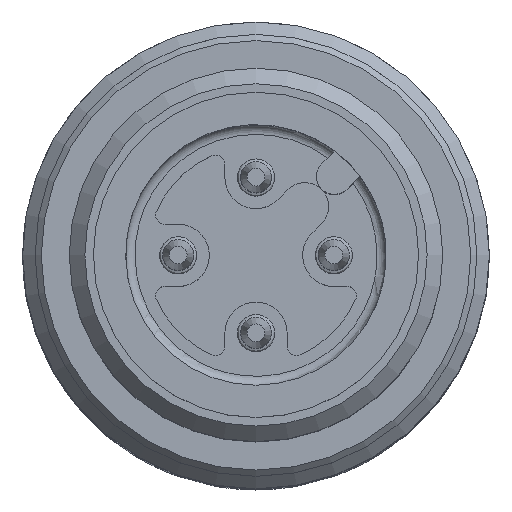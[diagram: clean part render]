
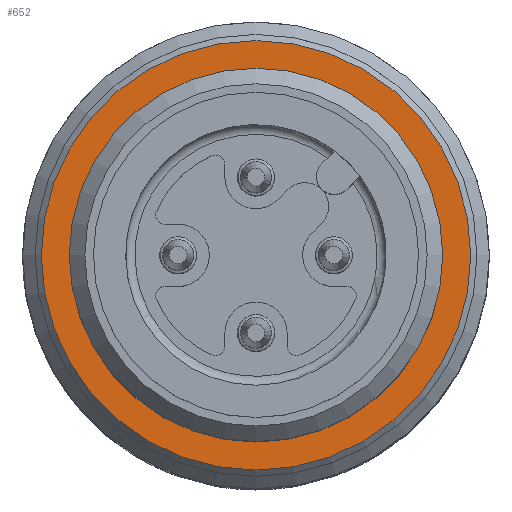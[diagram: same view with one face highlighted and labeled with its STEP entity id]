
A CAD part, top view. The second image highlights one B-rep face of the part: STEP entity #652.
In plain terms, the highlighted planar face has unit normal (0, 0, 1).
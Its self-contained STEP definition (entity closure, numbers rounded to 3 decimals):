
#537=FACE_BOUND('',#1047,.T.);
#538=FACE_BOUND('',#1048,.T.);
#652=ADVANCED_FACE('F161',(#537,#538),#800,.T.);
#800=PLANE('',#2791);
#1047=EDGE_LOOP('',(#1431));
#1048=EDGE_LOOP('',(#1432));
#1431=ORIENTED_EDGE('',*,*,#2312,.T.);
#1432=ORIENTED_EDGE('',*,*,#2311,.F.);
#2034=VERTEX_POINT('',#3713);
#2035=VERTEX_POINT('',#3716);
#2311=EDGE_CURVE('E386',#2034,#2034,#2632,.T.);
#2312=EDGE_CURVE('E385',#2035,#2035,#2633,.T.);
#2632=CIRCLE('',#2788,6.);
#2633=CIRCLE('',#2790,6.9);
#2788=AXIS2_PLACEMENT_3D('',#3712,#3177,#3178);
#2790=AXIS2_PLACEMENT_3D('',#3715,#3181,#3182);
#2791=AXIS2_PLACEMENT_3D('',#3717,#3183,#3184);
#3177=DIRECTION('',(0.,0.,1.));
#3178=DIRECTION('',(0.,-1.,0.));
#3181=DIRECTION('',(0.,0.,1.));
#3182=DIRECTION('',(0.,-1.,0.));
#3183=DIRECTION('',(0.,0.,1.));
#3184=DIRECTION('',(0.,1.,0.));
#3712=CARTESIAN_POINT('',(60.044,60.026,7.45));
#3713=CARTESIAN_POINT('',(60.044,54.026,7.45));
#3715=CARTESIAN_POINT('',(60.044,60.026,7.45));
#3716=CARTESIAN_POINT('',(60.044,53.126,7.45));
#3717=CARTESIAN_POINT('',(67.634,52.436,7.45));
